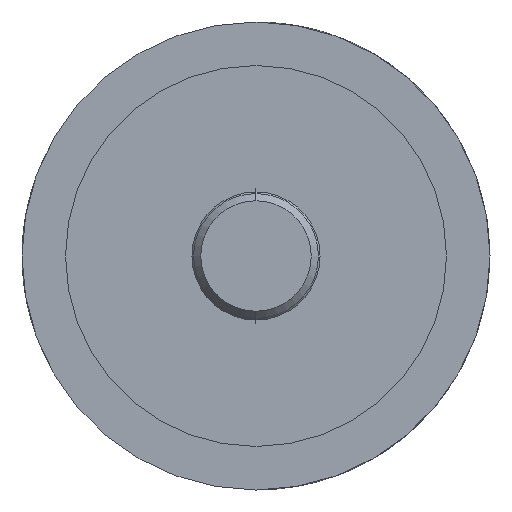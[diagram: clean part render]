
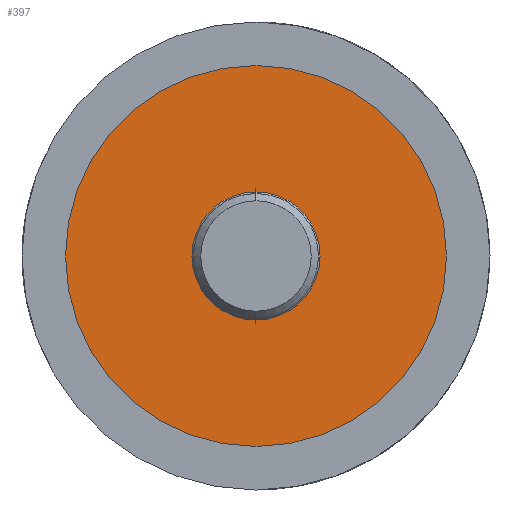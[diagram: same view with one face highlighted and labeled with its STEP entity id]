
A CAD part, left-side view. The second image highlights one B-rep face of the part: STEP entity #397.
In plain terms, the highlighted planar face has unit normal (-1, 0, 0).
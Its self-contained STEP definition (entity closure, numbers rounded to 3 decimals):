
#60 = CARTESIAN_POINT ( 'NONE',  ( -19.166, 0., -4.103 ) ) ;
#62 = ORIENTED_EDGE ( 'NONE', *, *, #1461, .F. ) ;
#70 = CIRCLE ( 'NONE', #1025, 12.208 ) ;
#135 = DIRECTION ( 'NONE',  ( -1., 0., 0. ) ) ;
#158 = DIRECTION ( 'NONE',  ( 0., 0., 1. ) ) ;
#180 = CIRCLE ( 'NONE', #1902, 4.103 ) ;
#196 = EDGE_CURVE ( 'NONE', #1426, #500, #811, .T. ) ;
#255 = DIRECTION ( 'NONE',  ( 0., 0., 1. ) ) ;
#397 = ADVANCED_FACE ( 'NONE', ( #2128, #627 ), #1963, .F. ) ;
#470 = DIRECTION ( 'NONE',  ( 0., 0., -1. ) ) ;
#500 = VERTEX_POINT ( 'NONE', #60 ) ;
#509 = CARTESIAN_POINT ( 'NONE',  ( -19.166, 0., 4.103 ) ) ;
#529 = AXIS2_PLACEMENT_3D ( 'NONE', #1944, #901, #728 ) ;
#627 = FACE_OUTER_BOUND ( 'NONE', #1850, .T. ) ;
#641 = CARTESIAN_POINT ( 'NONE',  ( -19.166, 12.208, 0. ) ) ;
#670 = AXIS2_PLACEMENT_3D ( 'NONE', #641, #782, #470 ) ;
#723 = EDGE_CURVE ( 'NONE', #1724, #1336, #779, .T. ) ;
#728 = DIRECTION ( 'NONE',  ( 0., 0., 1. ) ) ;
#755 = CARTESIAN_POINT ( 'NONE',  ( -19.166, 0., 0. ) ) ;
#779 = CIRCLE ( 'NONE', #1135, 12.208 ) ;
#782 = DIRECTION ( 'NONE',  ( 1., 0., 0. ) ) ;
#811 = CIRCLE ( 'NONE', #529, 4.103 ) ;
#841 = ORIENTED_EDGE ( 'NONE', *, *, #723, .T. ) ;
#901 = DIRECTION ( 'NONE',  ( -1., 0., 0. ) ) ;
#925 = EDGE_CURVE ( 'NONE', #1336, #1724, #70, .T. ) ;
#1001 = CARTESIAN_POINT ( 'NONE',  ( -19.166, 0., -12.208 ) ) ;
#1025 = AXIS2_PLACEMENT_3D ( 'NONE', #1255, #1755, #255 ) ;
#1110 = DIRECTION ( 'NONE',  ( 0., 0., 1. ) ) ;
#1135 = AXIS2_PLACEMENT_3D ( 'NONE', #1975, #135, #158 ) ;
#1138 = ORIENTED_EDGE ( 'NONE', *, *, #925, .T. ) ;
#1253 = DIRECTION ( 'NONE',  ( -1., 0., 0. ) ) ;
#1255 = CARTESIAN_POINT ( 'NONE',  ( -19.166, 0., 0. ) ) ;
#1336 = VERTEX_POINT ( 'NONE', #1001 ) ;
#1426 = VERTEX_POINT ( 'NONE', #509 ) ;
#1456 = CARTESIAN_POINT ( 'NONE',  ( -19.166, 0., 12.208 ) ) ;
#1461 = EDGE_CURVE ( 'NONE', #500, #1426, #180, .T. ) ;
#1599 = ORIENTED_EDGE ( 'NONE', *, *, #196, .F. ) ;
#1724 = VERTEX_POINT ( 'NONE', #1456 ) ;
#1755 = DIRECTION ( 'NONE',  ( -1., 0., 0. ) ) ;
#1850 = EDGE_LOOP ( 'NONE', ( #841, #1138 ) ) ;
#1902 = AXIS2_PLACEMENT_3D ( 'NONE', #755, #1253, #1110 ) ;
#1944 = CARTESIAN_POINT ( 'NONE',  ( -19.166, 0., 0. ) ) ;
#1963 = PLANE ( 'NONE',  #670 ) ;
#1975 = CARTESIAN_POINT ( 'NONE',  ( -19.166, 0., 0. ) ) ;
#2100 = EDGE_LOOP ( 'NONE', ( #62, #1599 ) ) ;
#2128 = FACE_BOUND ( 'NONE', #2100, .T. ) ;
